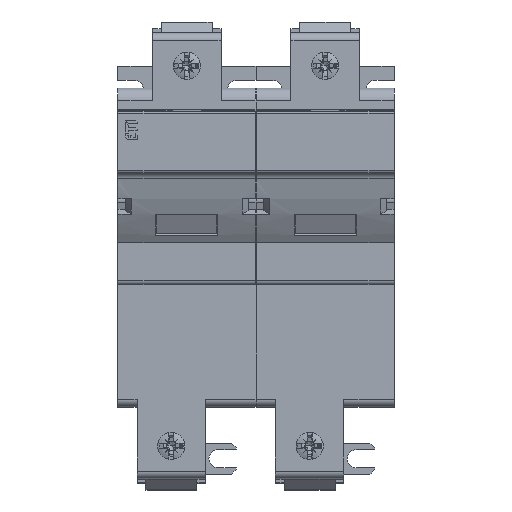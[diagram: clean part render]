
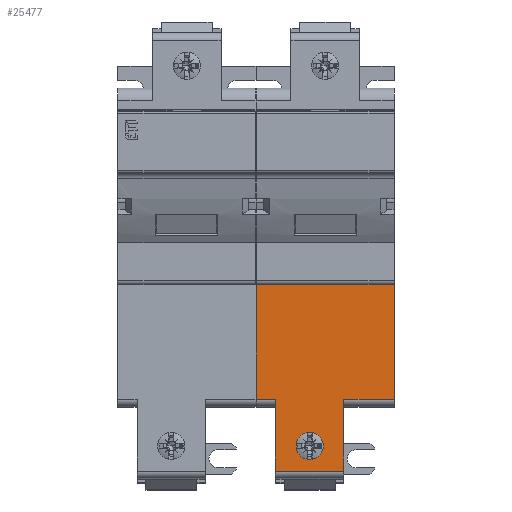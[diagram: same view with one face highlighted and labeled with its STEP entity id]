
A CAD part, top view. The second image highlights one B-rep face of the part: STEP entity #25477.
In plain terms, the highlighted planar face has unit normal (0, 0, 1).
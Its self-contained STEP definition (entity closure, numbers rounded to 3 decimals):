
#17450=DIRECTION('',(0.,1.,0.));
#17451=VECTOR('',#17450,29.5);
#17452=CARTESIAN_POINT('',(35.6,-69.7,43.5));
#17453=LINE('',#17452,#17451);
#17697=DIRECTION('',(0.,1.,0.));
#17698=VECTOR('',#17697,18.5);
#17699=CARTESIAN_POINT('',(22.6,-88.2,43.5));
#17700=LINE('',#17699,#17698);
#20540=DIRECTION('',(1.,0.,0.));
#20541=VECTOR('',#20540,5.);
#20542=CARTESIAN_POINT('',(0.,-69.7,43.5));
#20543=LINE('',#20542,#20541);
#20569=DIRECTION('',(0.,-1.,0.));
#20570=VECTOR('',#20569,18.5);
#20571=CARTESIAN_POINT('',(5.,-69.7,43.5));
#20572=LINE('',#20571,#20570);
#20612=DIRECTION('',(0.,1.,0.));
#20613=VECTOR('',#20612,29.5);
#20614=CARTESIAN_POINT('',(0.,-69.7,43.5));
#20615=LINE('',#20614,#20613);
#20619=DIRECTION('',(1.,0.,0.));
#20620=VECTOR('',#20619,35.6);
#20621=CARTESIAN_POINT('',(0.,-40.2,43.5));
#20622=LINE('',#20621,#20620);
#20626=CARTESIAN_POINT('',(13.8,-81.7,43.5));
#20627=DIRECTION('',(0.,0.,1.));
#20628=DIRECTION('',(0.,1.,0.));
#20629=AXIS2_PLACEMENT_3D('',#20626,#20627,#20628);
#20634=CARTESIAN_POINT('',(13.8,-81.7,43.5));
#20635=DIRECTION('',(0.,0.,1.));
#20636=DIRECTION('',(0.,-1.,0.));
#20637=AXIS2_PLACEMENT_3D('',#20634,#20635,#20636);
#20642=DIRECTION('',(1.,0.,0.));
#20643=VECTOR('',#20642,17.6);
#20644=CARTESIAN_POINT('',(5.,-88.2,43.5));
#20645=LINE('',#20644,#20643);
#20929=DIRECTION('',(1.,0.,0.));
#20930=VECTOR('',#20929,13.);
#20931=CARTESIAN_POINT('',(22.6,-69.7,43.5));
#20932=LINE('',#20931,#20930);
#22209=CARTESIAN_POINT('',(35.6,-69.7,43.5));
#22210=VERTEX_POINT('',#22209);
#22211=CARTESIAN_POINT('',(35.6,-40.2,43.5));
#22212=VERTEX_POINT('',#22211);
#22311=CARTESIAN_POINT('',(22.6,-88.2,43.5));
#22312=VERTEX_POINT('',#22311);
#22313=CARTESIAN_POINT('',(22.6,-69.7,43.5));
#22314=VERTEX_POINT('',#22313);
#22791=CARTESIAN_POINT('',(0.,-69.7,43.5));
#22793=VERTEX_POINT('',#22791);
#22817=CARTESIAN_POINT('',(0.,-40.2,43.5));
#22818=VERTEX_POINT('',#22817);
#22825=CARTESIAN_POINT('',(5.,-69.7,43.5));
#22826=VERTEX_POINT('',#22825);
#22827=CARTESIAN_POINT('',(5.,-88.2,43.5));
#22828=VERTEX_POINT('',#22827);
#22835=CARTESIAN_POINT('',(13.8,-78.2,43.5));
#22836=CARTESIAN_POINT('',(13.8,-85.2,43.5));
#22837=VERTEX_POINT('',#22835);
#22838=VERTEX_POINT('',#22836);
#25453=CARTESIAN_POINT('',(35.6,-40.2,43.5));
#25454=DIRECTION('',(0.,0.,1.));
#25455=DIRECTION('',(0.,-1.,0.));
#25456=AXIS2_PLACEMENT_3D('',#25453,#25454,#25455);
#25457=PLANE('',#25456);
#25459=ORIENTED_EDGE('',*,*,#25458,.F.);
#25460=ORIENTED_EDGE('',*,*,#25439,.F.);
#25461=ORIENTED_EDGE('',*,*,#25412,.F.);
#25462=ORIENTED_EDGE('',*,*,#25393,.T.);
#25464=ORIENTED_EDGE('',*,*,#25463,.T.);
#25465=ORIENTED_EDGE('',*,*,#23052,.F.);
#25467=ORIENTED_EDGE('',*,*,#25466,.F.);
#25468=ORIENTED_EDGE('',*,*,#23178,.F.);
#25469=EDGE_LOOP('',(#25459,#25460,#25461,#25462,#25464,#25465,#25467,#25468));
#25470=FACE_OUTER_BOUND('',#25469,.F.);
#25472=ORIENTED_EDGE('',*,*,#25471,.T.);
#25474=ORIENTED_EDGE('',*,*,#25473,.T.);
#25475=EDGE_LOOP('',(#25472,#25474));
#25476=FACE_BOUND('',#25475,.F.);
#20630=CIRCLE('',#20629,3.5);
#20638=CIRCLE('',#20637,3.5);
#23052=EDGE_CURVE('',#22210,#22212,#17453,.T.);
#23178=EDGE_CURVE('',#22312,#22314,#17700,.T.);
#25393=EDGE_CURVE('',#22793,#22818,#20615,.T.);
#25412=EDGE_CURVE('',#22793,#22826,#20543,.T.);
#25439=EDGE_CURVE('',#22826,#22828,#20572,.T.);
#25458=EDGE_CURVE('',#22828,#22312,#20645,.T.);
#25463=EDGE_CURVE('',#22818,#22212,#20622,.T.);
#25466=EDGE_CURVE('',#22314,#22210,#20932,.T.);
#25471=EDGE_CURVE('',#22837,#22838,#20630,.T.);
#25473=EDGE_CURVE('',#22838,#22837,#20638,.T.);
#25477=ADVANCED_FACE('',(#25470,#25476),#25457,.T.);
